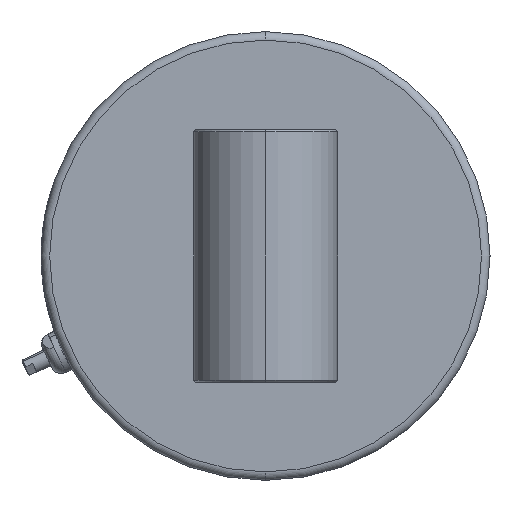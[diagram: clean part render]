
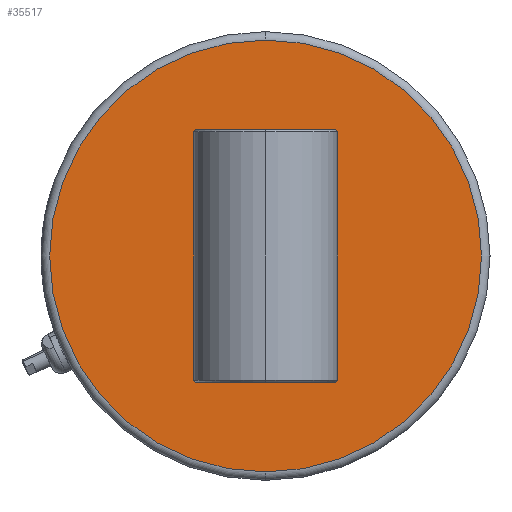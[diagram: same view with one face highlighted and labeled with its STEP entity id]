
A CAD part, left-side view. The second image highlights one B-rep face of the part: STEP entity #35517.
In plain terms, the highlighted planar face has unit normal (-1, 0, 0).
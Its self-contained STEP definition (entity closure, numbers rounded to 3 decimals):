
#842 = LINE ( 'NONE', #12249, #16102 ) ;
#1921 = CARTESIAN_POINT ( 'NONE',  ( -55., -17., 29.8 ) ) ;
#2140 = CARTESIAN_POINT ( 'NONE',  ( -55., -16.5, 29.8 ) ) ;
#2675 = CARTESIAN_POINT ( 'NONE',  ( -55., 17., 29.3 ) ) ;
#3096 = FACE_BOUND ( 'NONE', #30721, .T. ) ;
#3280 = VERTEX_POINT ( 'NONE', #31802 ) ;
#3314 = DIRECTION ( 'NONE',  ( 0., -1., 0. ) ) ;
#3473 = CARTESIAN_POINT ( 'NONE',  ( -55., 0., 0. ) ) ;
#4027 = DIRECTION ( 'NONE',  ( -1., 0., 0. ) ) ;
#4637 = VECTOR ( 'NONE', #30942, 1000. ) ;
#4764 = LINE ( 'NONE', #2140, #11360 ) ;
#4818 = AXIS2_PLACEMENT_3D ( 'NONE', #11685, #16708, #5324 ) ;
#5324 = DIRECTION ( 'NONE',  ( 0., 0., 1. ) ) ;
#5622 = ORIENTED_EDGE ( 'NONE', *, *, #33055, .T. ) ;
#5646 = LINE ( 'NONE', #2675, #4637 ) ;
#5907 = CARTESIAN_POINT ( 'NONE',  ( -55., 17., -29.3 ) ) ;
#5915 = CARTESIAN_POINT ( 'NONE',  ( -55., 17., 29.8 ) ) ;
#5965 = CIRCLE ( 'NONE', #35649, 51. ) ;
#9080 = ORIENTED_EDGE ( 'NONE', *, *, #16416, .F. ) ;
#9585 = DIRECTION ( 'NONE',  ( 0., 0., 1. ) ) ;
#10170 = CARTESIAN_POINT ( 'NONE',  ( -55., 0., 51. ) ) ;
#10517 = LINE ( 'NONE', #1921, #12119 ) ;
#10945 = DIRECTION ( 'NONE',  ( 0., -0.707, -0.707 ) ) ;
#11248 = CARTESIAN_POINT ( 'NONE',  ( -55., -17., 29.3 ) ) ;
#11303 = EDGE_CURVE ( 'NONE', #21773, #18645, #25548, .T. ) ;
#11360 = VECTOR ( 'NONE', #10945, 1000. ) ;
#11685 = CARTESIAN_POINT ( 'NONE',  ( -55., 53., 0. ) ) ;
#11697 = ORIENTED_EDGE ( 'NONE', *, *, #14232, .F. ) ;
#12119 = VECTOR ( 'NONE', #12949, 1000. ) ;
#12213 = CARTESIAN_POINT ( 'NONE',  ( -55., -17., 29.8 ) ) ;
#12248 = ORIENTED_EDGE ( 'NONE', *, *, #22595, .F. ) ;
#12249 = CARTESIAN_POINT ( 'NONE',  ( -55., -17., -29.3 ) ) ;
#12351 = EDGE_CURVE ( 'NONE', #29989, #33224, #17793, .T. ) ;
#12949 = DIRECTION ( 'NONE',  ( 0., 1., 0. ) ) ;
#13102 = CARTESIAN_POINT ( 'NONE',  ( -55., 0., 0. ) ) ;
#14232 = EDGE_CURVE ( 'NONE', #25248, #3280, #26003, .T. ) ;
#14316 = VECTOR ( 'NONE', #3314, 1000. ) ;
#14590 = EDGE_CURVE ( 'NONE', #30453, #33224, #4764, .T. ) ;
#15111 = CARTESIAN_POINT ( 'NONE',  ( -55., -17., -29.3 ) ) ;
#15175 = VERTEX_POINT ( 'NONE', #23470 ) ;
#16102 = VECTOR ( 'NONE', #18018, 1000. ) ;
#16416 = EDGE_CURVE ( 'NONE', #30453, #31597, #10517, .T. ) ;
#16708 = DIRECTION ( 'NONE',  ( -1., 0., 0. ) ) ;
#17682 = VECTOR ( 'NONE', #33992, 1000. ) ;
#17793 = LINE ( 'NONE', #12213, #30316 ) ;
#18018 = DIRECTION ( 'NONE',  ( 0., 0.707, -0.707 ) ) ;
#18645 = VERTEX_POINT ( 'NONE', #10170 ) ;
#20636 = CARTESIAN_POINT ( 'NONE',  ( -55., -17., -29.8 ) ) ;
#21036 = ORIENTED_EDGE ( 'NONE', *, *, #14590, .T. ) ;
#21073 = VERTEX_POINT ( 'NONE', #5907 ) ;
#21510 = CARTESIAN_POINT ( 'NONE',  ( -55., 16.5, -29.8 ) ) ;
#21773 = VERTEX_POINT ( 'NONE', #24048 ) ;
#21785 = ORIENTED_EDGE ( 'NONE', *, *, #27115, .T. ) ;
#22252 = CARTESIAN_POINT ( 'NONE',  ( -55., 16.5, 29.8 ) ) ;
#22293 = FACE_OUTER_BOUND ( 'NONE', #32484, .T. ) ;
#22386 = EDGE_CURVE ( 'NONE', #25248, #21073, #24895, .T. ) ;
#22595 = EDGE_CURVE ( 'NONE', #15175, #21073, #36768, .T. ) ;
#23470 = CARTESIAN_POINT ( 'NONE',  ( -55., 17., 29.3 ) ) ;
#24048 = CARTESIAN_POINT ( 'NONE',  ( -55., 0., -51. ) ) ;
#24437 = DIRECTION ( 'NONE',  ( -1., 0., 0. ) ) ;
#24895 = LINE ( 'NONE', #33046, #25951 ) ;
#25074 = CARTESIAN_POINT ( 'NONE',  ( -55., -16.5, 29.8 ) ) ;
#25236 = PLANE ( 'NONE',  #4818 ) ;
#25248 = VERTEX_POINT ( 'NONE', #21510 ) ;
#25548 = CIRCLE ( 'NONE', #36796, 51. ) ;
#25951 = VECTOR ( 'NONE', #35674, 1000. ) ;
#26003 = LINE ( 'NONE', #20636, #14316 ) ;
#26127 = DIRECTION ( 'NONE',  ( 0., 0., 1. ) ) ;
#26706 = DIRECTION ( 'NONE',  ( 0., 0., 1. ) ) ;
#27115 = EDGE_CURVE ( 'NONE', #15175, #31597, #5646, .T. ) ;
#29989 = VERTEX_POINT ( 'NONE', #15111 ) ;
#30316 = VECTOR ( 'NONE', #26127, 1000. ) ;
#30453 = VERTEX_POINT ( 'NONE', #25074 ) ;
#30582 = EDGE_CURVE ( 'NONE', #29989, #3280, #842, .T. ) ;
#30721 = EDGE_LOOP ( 'NONE', ( #33790, #32082, #11697, #33234, #12248, #21785, #9080, #21036 ) ) ;
#30942 = DIRECTION ( 'NONE',  ( 0., -0.707, 0.707 ) ) ;
#31216 = ORIENTED_EDGE ( 'NONE', *, *, #11303, .T. ) ;
#31597 = VERTEX_POINT ( 'NONE', #22252 ) ;
#31802 = CARTESIAN_POINT ( 'NONE',  ( -55., -16.5, -29.8 ) ) ;
#32082 = ORIENTED_EDGE ( 'NONE', *, *, #30582, .T. ) ;
#32484 = EDGE_LOOP ( 'NONE', ( #5622, #31216 ) ) ;
#33046 = CARTESIAN_POINT ( 'NONE',  ( -55., 16.5, -29.8 ) ) ;
#33055 = EDGE_CURVE ( 'NONE', #18645, #21773, #5965, .T. ) ;
#33224 = VERTEX_POINT ( 'NONE', #11248 ) ;
#33234 = ORIENTED_EDGE ( 'NONE', *, *, #22386, .T. ) ;
#33790 = ORIENTED_EDGE ( 'NONE', *, *, #12351, .F. ) ;
#33992 = DIRECTION ( 'NONE',  ( 0., 0., -1. ) ) ;
#35517 = ADVANCED_FACE ( 'NONE', ( #22293, #3096 ), #25236, .T. ) ;
#35649 = AXIS2_PLACEMENT_3D ( 'NONE', #13102, #24437, #9585 ) ;
#35674 = DIRECTION ( 'NONE',  ( 0., 0.707, 0.707 ) ) ;
#36768 = LINE ( 'NONE', #5915, #17682 ) ;
#36796 = AXIS2_PLACEMENT_3D ( 'NONE', #3473, #4027, #26706 ) ;
